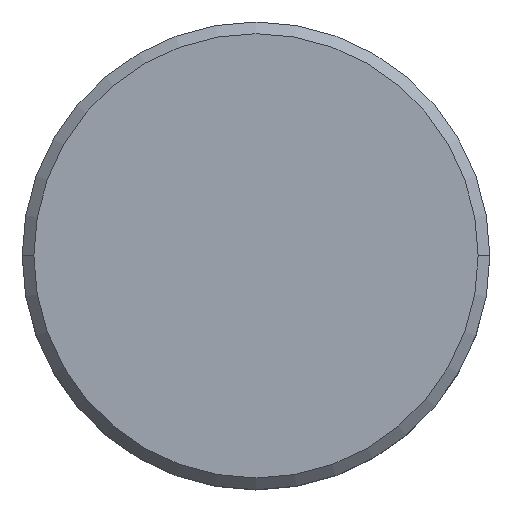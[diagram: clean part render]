
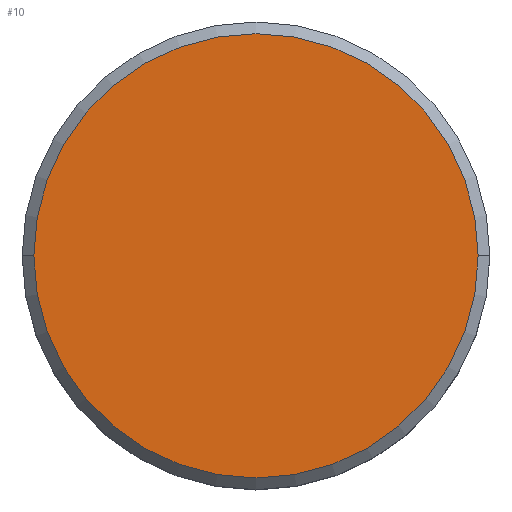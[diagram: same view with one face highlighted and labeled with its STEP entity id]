
A CAD part, top view. The second image highlights one B-rep face of the part: STEP entity #10.
In plain terms, the highlighted planar face has unit normal (0, 0, 1).
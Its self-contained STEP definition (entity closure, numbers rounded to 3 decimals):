
#10 = ADVANCED_FACE ( 'NONE', ( #416 ), #171, .T. ) ;
#41 = CARTESIAN_POINT ( 'NONE',  ( 9.5, 0., 0. ) ) ;
#48 = VERTEX_POINT ( 'NONE', #64 ) ;
#57 = ORIENTED_EDGE ( 'NONE', *, *, #259, .T. ) ;
#64 = CARTESIAN_POINT ( 'NONE',  ( -9.5, 0., 0. ) ) ;
#66 = CIRCLE ( 'NONE', #90, 9.5 ) ;
#90 = AXIS2_PLACEMENT_3D ( 'NONE', #150, #282, #392 ) ;
#123 = CIRCLE ( 'NONE', #232, 9.5 ) ;
#150 = CARTESIAN_POINT ( 'NONE',  ( 0., 0., 0. ) ) ;
#166 = EDGE_LOOP ( 'NONE', ( #257, #57 ) ) ;
#171 = PLANE ( 'NONE',  #329 ) ;
#187 = EDGE_CURVE ( 'NONE', #48, #438, #123, .T. ) ;
#204 = DIRECTION ( 'NONE',  ( 0., 0., 1. ) ) ;
#232 = AXIS2_PLACEMENT_3D ( 'NONE', #313, #431, #357 ) ;
#257 = ORIENTED_EDGE ( 'NONE', *, *, #187, .T. ) ;
#259 = EDGE_CURVE ( 'NONE', #438, #48, #66, .T. ) ;
#265 = DIRECTION ( 'NONE',  ( 1., 0., 0. ) ) ;
#282 = DIRECTION ( 'NONE',  ( 0., 0., 1. ) ) ;
#304 = CARTESIAN_POINT ( 'NONE',  ( 0., 0., 0. ) ) ;
#313 = CARTESIAN_POINT ( 'NONE',  ( 0., 0., 0. ) ) ;
#329 = AXIS2_PLACEMENT_3D ( 'NONE', #304, #204, #265 ) ;
#357 = DIRECTION ( 'NONE',  ( 1., 0., 0. ) ) ;
#392 = DIRECTION ( 'NONE',  ( 1., 0., 0. ) ) ;
#416 = FACE_OUTER_BOUND ( 'NONE', #166, .T. ) ;
#431 = DIRECTION ( 'NONE',  ( 0., 0., 1. ) ) ;
#438 = VERTEX_POINT ( 'NONE', #41 ) ;
